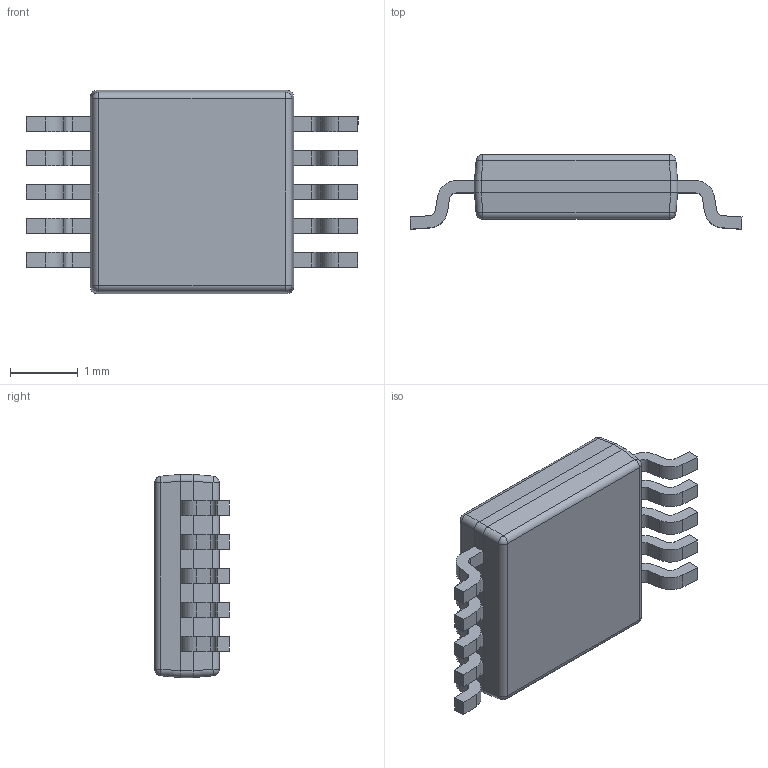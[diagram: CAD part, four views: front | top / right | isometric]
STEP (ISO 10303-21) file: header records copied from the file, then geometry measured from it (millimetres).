
FILE_DESCRIPTION (( 'STEP AP214' ), '1' );
FILE_NAME ('LM5067MM-2-NOPB.STEP', '2020-07-24T09:09:41', ( '' ), ( '' ), 'SwSTEP 2.0', 'SolidWorks 2017', '' );
FILE_SCHEMA (( 'AUTOMOTIVE_DESIGN' ));
Length unit declared in the file: millimetre
Products named in the file (1): LM5067MM-2-NOPB
Bounding box: 4.9 x 1.1 x 3 mm (x, y, z)
Volume: 8.9 mm3; surface area: 38.9 mm2
Topology: 12 solids, 12 shells, 189 faces, 476 edges, 304 vertices
Faces by surface type: plane 117, cylinder 64, sphere 8
Entity records: 5695 total; most frequent: CARTESIAN_POINT 986, DIRECTION 952, ORIENTED_EDGE 936, EDGE_CURVE 468, LINE 348, VECTOR 348, VERTEX_POINT 304, AXIS2_PLACEMENT_3D 302
